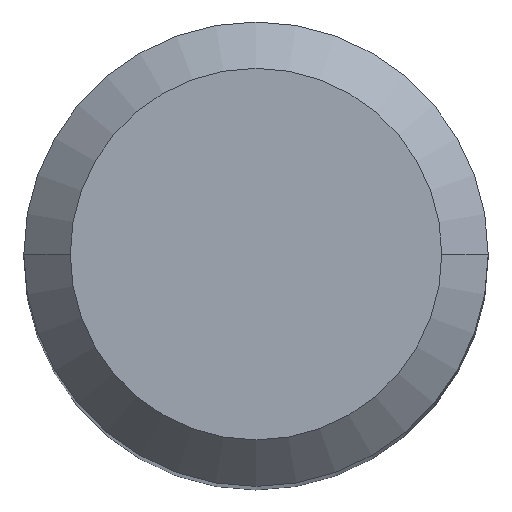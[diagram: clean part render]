
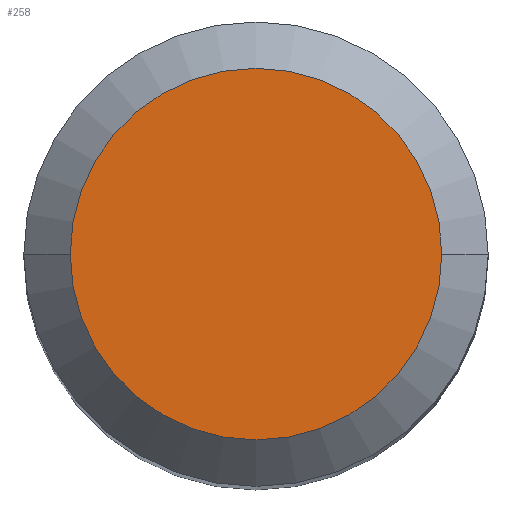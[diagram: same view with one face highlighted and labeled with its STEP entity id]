
A CAD part, top view. The second image highlights one B-rep face of the part: STEP entity #258.
In plain terms, the highlighted planar face has unit normal (0, 0, 1).
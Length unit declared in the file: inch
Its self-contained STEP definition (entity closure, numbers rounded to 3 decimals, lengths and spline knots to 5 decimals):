
#12 = CARTESIAN_POINT ( 'NONE',  ( 0., 0., 0. ) ) ;
#20 = EDGE_CURVE ( 'NONE', #272, #273, #90, .T. ) ;
#26 = CIRCLE ( 'NONE', #160, 0.15748 ) ;
#54 = DIRECTION ( 'NONE',  ( -1., 0., 0. ) ) ;
#71 = AXIS2_PLACEMENT_3D ( 'NONE', #103, #241, #54 ) ;
#90 = CIRCLE ( 'NONE', #313, 0.15748 ) ;
#103 = CARTESIAN_POINT ( 'NONE',  ( 0., 0., 0. ) ) ;
#126 = DIRECTION ( 'NONE',  ( 0., 0., 1. ) ) ;
#138 = CARTESIAN_POINT ( 'NONE',  ( 0., 0., 0. ) ) ;
#141 = ORIENTED_EDGE ( 'NONE', *, *, #191, .T. ) ;
#160 = AXIS2_PLACEMENT_3D ( 'NONE', #138, #126, #195 ) ;
#191 = EDGE_CURVE ( 'NONE', #273, #272, #26, .T. ) ;
#195 = DIRECTION ( 'NONE',  ( 1., 0., 0. ) ) ;
#211 = FACE_OUTER_BOUND ( 'NONE', #423, .T. ) ;
#217 = CARTESIAN_POINT ( 'NONE',  ( -0.15748, 0., 0. ) ) ;
#241 = DIRECTION ( 'NONE',  ( 0., 0., -1. ) ) ;
#258 = ADVANCED_FACE ( 'NONE', ( #211 ), #431, .F. ) ;
#272 = VERTEX_POINT ( 'NONE', #298 ) ;
#273 = VERTEX_POINT ( 'NONE', #217 ) ;
#298 = CARTESIAN_POINT ( 'NONE',  ( 0.15748, 0., 0. ) ) ;
#313 = AXIS2_PLACEMENT_3D ( 'NONE', #12, #459, #422 ) ;
#382 = ORIENTED_EDGE ( 'NONE', *, *, #20, .T. ) ;
#422 = DIRECTION ( 'NONE',  ( 1., 0., 0. ) ) ;
#423 = EDGE_LOOP ( 'NONE', ( #141, #382 ) ) ;
#431 = PLANE ( 'NONE',  #71 ) ;
#459 = DIRECTION ( 'NONE',  ( 0., 0., 1. ) ) ;
